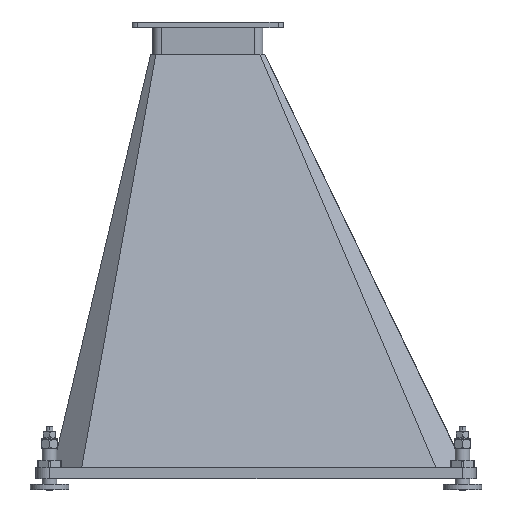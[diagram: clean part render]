
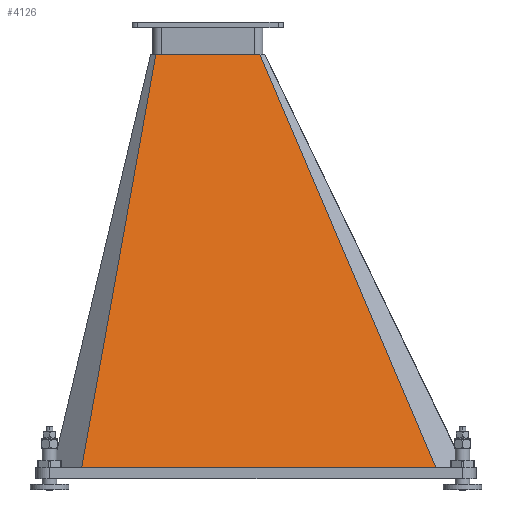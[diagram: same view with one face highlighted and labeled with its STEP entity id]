
A CAD part, front view. The second image highlights one B-rep face of the part: STEP entity #4126.
In plain terms, the highlighted planar face has unit normal (0, -0.981, 0.196).
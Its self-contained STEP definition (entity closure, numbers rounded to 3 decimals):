
#3843 = EDGE_CURVE ( 'NONE', #3844, #3890, #14021, .T. ) ;
#3844 = VERTEX_POINT ( 'NONE', #14017 ) ;
#3890 = VERTEX_POINT ( 'NONE', #13887 ) ;
#3891 = ORIENTED_EDGE ( 'NONE', *, *, #3892, .F. ) ;
#3892 = EDGE_CURVE ( 'NONE', #3893, #3890, #13886, .T. ) ;
#3893 = VERTEX_POINT ( 'NONE', #13882 ) ;
#3894 = ORIENTED_EDGE ( 'NONE', *, *, #3895, .F. ) ;
#3895 = EDGE_CURVE ( 'NONE', #3896, #3893, #13881, .T. ) ;
#3896 = VERTEX_POINT ( 'NONE', #13877 ) ;
#3897 = ORIENTED_EDGE ( 'NONE', *, *, #3898, .F. ) ;
#3898 = EDGE_CURVE ( 'NONE', #3844, #3896, #13876, .T. ) ;
#4126 = ADVANCED_FACE ( 'NONE', ( #14662 ), #14661, .T. ) ;
#4127 = EDGE_LOOP ( 'NONE', ( #4128, #3891, #3894, #3897 ) ) ;
#4128 = ORIENTED_EDGE ( 'NONE', *, *, #3843, .T. ) ;
#13873 = DIRECTION ( 'NONE',  ( 0.173, 0.193, 0.966 ) ) ;
#13874 = VECTOR ( 'NONE', #13873, 1000. ) ;
#13875 = CARTESIAN_POINT ( 'NONE',  ( 116.726, -7.845, 81.569 ) ) ;
#13876 = LINE ( 'NONE', #13875, #13874 ) ;
#13877 = CARTESIAN_POINT ( 'NONE',  ( 386.125, 292.442, 1583. ) ) ;
#13878 = DIRECTION ( 'NONE',  ( 1., 0., 0. ) ) ;
#13879 = VECTOR ( 'NONE', #13878, 1000. ) ;
#13880 = CARTESIAN_POINT ( 'NONE',  ( 1507.203, 292.442, 1583. ) ) ;
#13881 = LINE ( 'NONE', #13880, #13879 ) ;
#13882 = CARTESIAN_POINT ( 'NONE',  ( 763.794, 292.442, 1583. ) ) ;
#13883 = DIRECTION ( 'NONE',  ( 0.386, -0.181, -0.905 ) ) ;
#13884 = VECTOR ( 'NONE', #13883, 1000. ) ;
#13885 = CARTESIAN_POINT ( 'NONE',  ( 763.794, 292.442, 1583. ) ) ;
#13886 = LINE ( 'NONE', #13885, #13884 ) ;
#13887 = CARTESIAN_POINT ( 'NONE',  ( 1403.546, -7.845, 81.569 ) ) ;
#14017 = CARTESIAN_POINT ( 'NONE',  ( 116.726, -7.845, 81.569 ) ) ;
#14018 = DIRECTION ( 'NONE',  ( 1., 0., 0. ) ) ;
#14019 = VECTOR ( 'NONE', #14018, 1000. ) ;
#14020 = CARTESIAN_POINT ( 'NONE',  ( 12.215, -7.845, 81.569 ) ) ;
#14021 = LINE ( 'NONE', #14020, #14019 ) ;
#14657 = DIRECTION ( 'NONE',  ( 0., -0.196, -0.981 ) ) ;
#14658 = DIRECTION ( 'NONE',  ( 0., -0.981, 0.196 ) ) ;
#14659 = AXIS2_PLACEMENT_3D ( 'NONE', #14660, #14658, #14657 ) ;
#14660 = CARTESIAN_POINT ( 'NONE',  ( -268.165, -121.789, -488.152 ) ) ;
#14661 = PLANE ( 'NONE',  #14659 ) ;
#14662 = FACE_OUTER_BOUND ( 'NONE', #4127, .T. ) ;
